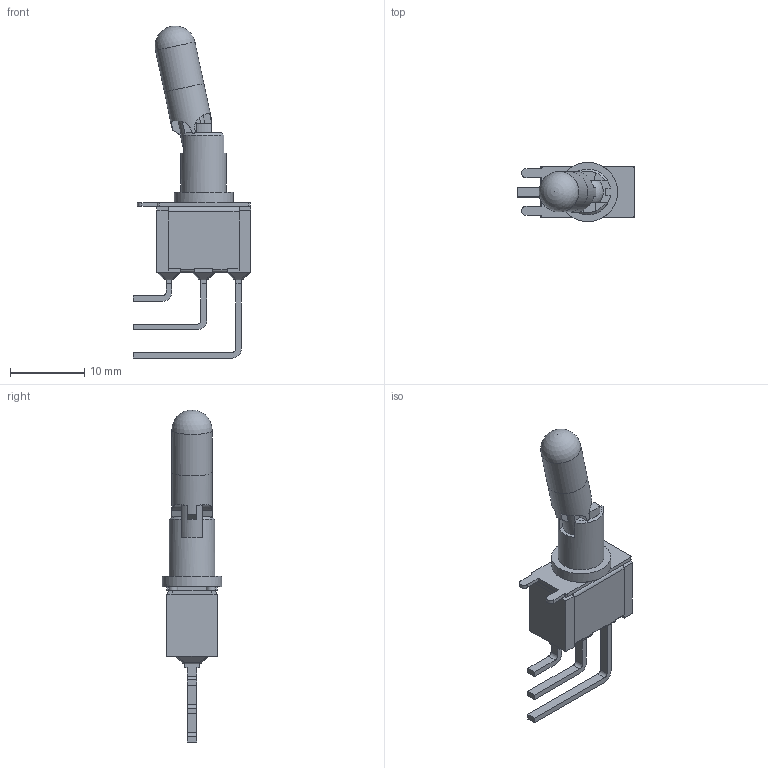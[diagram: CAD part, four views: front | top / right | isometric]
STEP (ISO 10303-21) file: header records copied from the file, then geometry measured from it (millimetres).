
FILE_DESCRIPTION(/* description */ (''),/* implementation_level */ '2;1');
FILE_NAME(/* name */ '100SPxK1B25M7xE.stp',/* time_stamp */ '2024-08-07T11:32:00-05:00',/* author */ ('mwilliams'),/* organization */ (''),/* preprocessor_version */ 'ST-DEVELOPER v18.1',/* originating_system */ 'Autodesk Inventor 2022',/* authorisation */ '');
FILE_SCHEMA (('AUTOMOTIVE_DESIGN { 1 0 10303 214 3 1 1 }'));
Length unit declared in the file: inch
Products named in the file (1): 100128066_Simplify_1
Bounding box: 15.88 x 8 x 44.75 mm (x, y, z)
Volume: 1415.4 mm3; surface area: 1493.3 mm2
Topology: 1 solids, 5 shells, 288 faces, 772 edges, 475 vertices
Faces by surface type: plane 208, cylinder 64, sphere 14, cone 2
Full cylindrical faces by diameter (mm): 1.5 x1, 4.2 x1, 5.44 x2, 8 x1
Entity records: 9019 total; most frequent: CARTESIAN_POINT 1783, ORIENTED_EDGE 1516, DIRECTION 1486, EDGE_CURVE 758, LINE 558, VECTOR 558, VERTEX_POINT 475, AXIS2_PLACEMENT_3D 464
